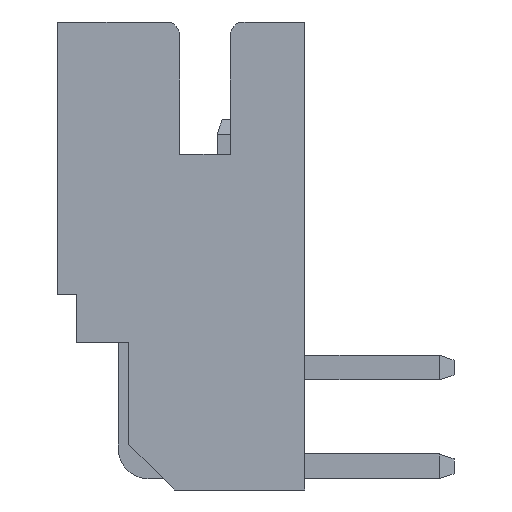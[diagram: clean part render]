
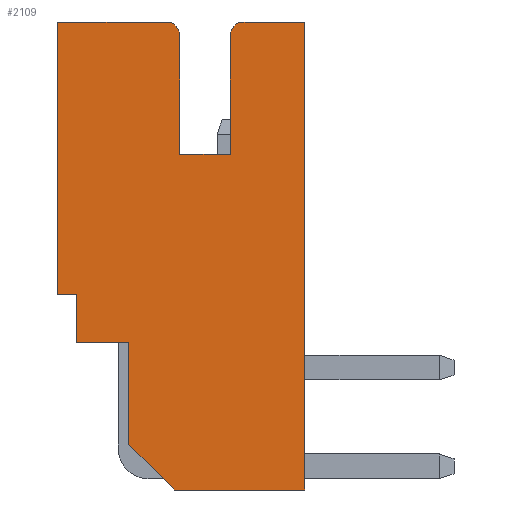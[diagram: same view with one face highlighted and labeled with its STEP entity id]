
A CAD part, left-side view. The second image highlights one B-rep face of the part: STEP entity #2109.
In plain terms, the highlighted planar face has unit normal (-1, 0, 0).
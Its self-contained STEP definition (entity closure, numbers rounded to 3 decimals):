
#41 = ORIENTED_EDGE ( 'NONE', *, *, #15895, .T. ) ;
#60 = LINE ( 'NONE', #12217, #1880 ) ;
#134 = LINE ( 'NONE', #9006, #13615 ) ;
#442 = EDGE_CURVE ( 'NONE', #1611, #17522, #14037, .T. ) ;
#462 = EDGE_CURVE ( 'NONE', #1780, #11674, #4780, .T. ) ;
#637 = AXIS2_PLACEMENT_3D ( 'NONE', #9857, #14153, #11269 ) ;
#740 = VERTEX_POINT ( 'NONE', #3064 ) ;
#774 = ORIENTED_EDGE ( 'NONE', *, *, #9942, .T. ) ;
#787 = EDGE_CURVE ( 'NONE', #9014, #740, #5817, .T. ) ;
#935 = PLANE ( 'NONE',  #14200 ) ;
#940 = ORIENTED_EDGE ( 'NONE', *, *, #462, .F. ) ;
#1044 = DIRECTION ( 'NONE',  ( 0., 1., 0. ) ) ;
#1099 = CARTESIAN_POINT ( 'NONE',  ( 4.05, 1.065, 1. ) ) ;
#1102 = DIRECTION ( 'NONE',  ( 0., -1., 0. ) ) ;
#1523 = LINE ( 'NONE', #13792, #15998 ) ;
#1611 = VERTEX_POINT ( 'NONE', #7066 ) ;
#1780 = VERTEX_POINT ( 'NONE', #16413 ) ;
#1799 = EDGE_CURVE ( 'NONE', #1611, #13498, #2553, .T. ) ;
#1808 = LINE ( 'NONE', #7708, #16833 ) ;
#1880 = VECTOR ( 'NONE', #13409, 1000. ) ;
#2109 = ADVANCED_FACE ( 'NONE', ( #14883 ), #935, .F. ) ;
#2553 = LINE ( 'NONE', #7167, #5615 ) ;
#2609 = EDGE_CURVE ( 'NONE', #8366, #740, #134, .T. ) ;
#2824 = DIRECTION ( 'NONE',  ( 1., 0., 0. ) ) ;
#3064 = CARTESIAN_POINT ( 'NONE',  ( 4.05, 2.5, 9.55 ) ) ;
#3272 = VECTOR ( 'NONE', #14292, 1000. ) ;
#3390 = DIRECTION ( 'NONE',  ( 0., 0., 1. ) ) ;
#3608 = VECTOR ( 'NONE', #1102, 1000. ) ;
#3751 = DIRECTION ( 'NONE',  ( 0., 0., 1. ) ) ;
#3875 = AXIS2_PLACEMENT_3D ( 'NONE', #6656, #12717, #11334 ) ;
#4030 = LINE ( 'NONE', #11227, #3272 ) ;
#4096 = CARTESIAN_POINT ( 'NONE',  ( 4.05, 0.227, 9.55 ) ) ;
#4369 = EDGE_CURVE ( 'NONE', #12305, #8573, #12992, .T. ) ;
#4780 = LINE ( 'NONE', #10858, #7546 ) ;
#4950 = ORIENTED_EDGE ( 'NONE', *, *, #442, .T. ) ;
#5615 = VECTOR ( 'NONE', #13229, 1000. ) ;
#5817 = LINE ( 'NONE', #14296, #16334 ) ;
#6525 = EDGE_CURVE ( 'NONE', #12305, #13498, #1808, .T. ) ;
#6533 = DIRECTION ( 'NONE',  ( 0., 0., 1. ) ) ;
#6656 = CARTESIAN_POINT ( 'NONE',  ( 4.05, 0.335, 9.27 ) ) ;
#6890 = CARTESIAN_POINT ( 'NONE',  ( 4.05, 0.035, 9.27 ) ) ;
#7066 = CARTESIAN_POINT ( 'NONE',  ( 4.05, -2.5, 9.55 ) ) ;
#7167 = CARTESIAN_POINT ( 'NONE',  ( 4.05, -2.5, 9.57 ) ) ;
#7224 = EDGE_CURVE ( 'NONE', #12522, #1780, #4030, .T. ) ;
#7546 = VECTOR ( 'NONE', #3390, 1000. ) ;
#7581 = ORIENTED_EDGE ( 'NONE', *, *, #19210, .F. ) ;
#7653 = ORIENTED_EDGE ( 'NONE', *, *, #14328, .F. ) ;
#7708 = CARTESIAN_POINT ( 'NONE',  ( 4.05, 0., 0.07 ) ) ;
#7779 = CARTESIAN_POINT ( 'NONE',  ( 4.05, 0.135, 0.07 ) ) ;
#7795 = VECTOR ( 'NONE', #11009, 1000. ) ;
#7932 = ORIENTED_EDGE ( 'NONE', *, *, #13463, .F. ) ;
#8366 = VERTEX_POINT ( 'NONE', #4096 ) ;
#8573 = VERTEX_POINT ( 'NONE', #12923 ) ;
#8995 = LINE ( 'NONE', #11769, #3608 ) ;
#9006 = CARTESIAN_POINT ( 'NONE',  ( 4.05, 0., 9.55 ) ) ;
#9014 = VERTEX_POINT ( 'NONE', #11639 ) ;
#9258 = VECTOR ( 'NONE', #17293, 1000. ) ;
#9270 = DIRECTION ( 'NONE',  ( 0., 1., 0. ) ) ;
#9857 = CARTESIAN_POINT ( 'NONE',  ( 4.05, -1.295, 9.27 ) ) ;
#9942 = EDGE_CURVE ( 'NONE', #11292, #10358, #14270, .T. ) ;
#10279 = DIRECTION ( 'NONE',  ( 0., 0., 1. ) ) ;
#10358 = VERTEX_POINT ( 'NONE', #6890 ) ;
#10858 = CARTESIAN_POINT ( 'NONE',  ( 4.05, 2.125, 3. ) ) ;
#10859 = ORIENTED_EDGE ( 'NONE', *, *, #12897, .F. ) ;
#11009 = DIRECTION ( 'NONE',  ( 0., 0., 1. ) ) ;
#11227 = CARTESIAN_POINT ( 'NONE',  ( 4.05, -0.386, 3.05 ) ) ;
#11269 = DIRECTION ( 'NONE',  ( 0., 1., 0. ) ) ;
#11292 = VERTEX_POINT ( 'NONE', #11927 ) ;
#11315 = VERTEX_POINT ( 'NONE', #16405 ) ;
#11334 = DIRECTION ( 'NONE',  ( 0., 0., 1. ) ) ;
#11639 = CARTESIAN_POINT ( 'NONE',  ( 4.05, 2.5, 4.04 ) ) ;
#11674 = VERTEX_POINT ( 'NONE', #13973 ) ;
#11769 = CARTESIAN_POINT ( 'NONE',  ( 4.05, 0.035, 6.87 ) ) ;
#11927 = CARTESIAN_POINT ( 'NONE',  ( 4.05, 0.035, 6.87 ) ) ;
#12084 = CIRCLE ( 'NONE', #637, 0.3 ) ;
#12217 = CARTESIAN_POINT ( 'NONE',  ( 4.05, 2.525, 4.04 ) ) ;
#12305 = VERTEX_POINT ( 'NONE', #7779 ) ;
#12421 = ORIENTED_EDGE ( 'NONE', *, *, #13162, .F. ) ;
#12522 = VERTEX_POINT ( 'NONE', #17400 ) ;
#12717 = DIRECTION ( 'NONE',  ( 1., 0., 0. ) ) ;
#12897 = EDGE_CURVE ( 'NONE', #15518, #11315, #1523, .T. ) ;
#12900 = ORIENTED_EDGE ( 'NONE', *, *, #2609, .T. ) ;
#12923 = CARTESIAN_POINT ( 'NONE',  ( 4.05, 1.065, 1. ) ) ;
#12992 = LINE ( 'NONE', #18885, #9258 ) ;
#13162 = EDGE_CURVE ( 'NONE', #11292, #15518, #8995, .T. ) ;
#13229 = DIRECTION ( 'NONE',  ( 0., 0., -1. ) ) ;
#13409 = DIRECTION ( 'NONE',  ( 0., -1., 0. ) ) ;
#13463 = EDGE_CURVE ( 'NONE', #11315, #17522, #12084, .T. ) ;
#13498 = VERTEX_POINT ( 'NONE', #19010 ) ;
#13615 = VECTOR ( 'NONE', #16759, 1000. ) ;
#13616 = ORIENTED_EDGE ( 'NONE', *, *, #4369, .F. ) ;
#13733 = CIRCLE ( 'NONE', #3875, 0.3 ) ;
#13735 = CARTESIAN_POINT ( 'NONE',  ( 4.05, -0.995, 6.87 ) ) ;
#13792 = CARTESIAN_POINT ( 'NONE',  ( 4.05, -0.995, 6.87 ) ) ;
#13933 = CARTESIAN_POINT ( 'NONE',  ( 4.05, 0., 9.55 ) ) ;
#13973 = CARTESIAN_POINT ( 'NONE',  ( 4.05, 2.125, 4.04 ) ) ;
#14037 = LINE ( 'NONE', #13933, #16111 ) ;
#14153 = DIRECTION ( 'NONE',  ( 1., 0., 0. ) ) ;
#14200 = AXIS2_PLACEMENT_3D ( 'NONE', #14789, #2824, #1044 ) ;
#14270 = LINE ( 'NONE', #18863, #7795 ) ;
#14292 = DIRECTION ( 'NONE',  ( 0., 1., 0. ) ) ;
#14296 = CARTESIAN_POINT ( 'NONE',  ( 4.05, 2.5, 4.04 ) ) ;
#14328 = EDGE_CURVE ( 'NONE', #8573, #12522, #15063, .T. ) ;
#14681 = EDGE_LOOP ( 'NONE', ( #940, #16115, #7653, #13616, #16842, #17939, #4950, #7932, #10859, #12421, #774, #7581, #12900, #18783, #41 ) ) ;
#14789 = CARTESIAN_POINT ( 'NONE',  ( 4.05, 0., 4.785 ) ) ;
#14883 = FACE_OUTER_BOUND ( 'NONE', #14681, .T. ) ;
#15063 = LINE ( 'NONE', #1099, #16888 ) ;
#15518 = VERTEX_POINT ( 'NONE', #13735 ) ;
#15895 = EDGE_CURVE ( 'NONE', #9014, #11674, #60, .T. ) ;
#15998 = VECTOR ( 'NONE', #6533, 1000. ) ;
#16111 = VECTOR ( 'NONE', #9270, 1000. ) ;
#16115 = ORIENTED_EDGE ( 'NONE', *, *, #7224, .F. ) ;
#16334 = VECTOR ( 'NONE', #3751, 1000. ) ;
#16405 = CARTESIAN_POINT ( 'NONE',  ( 4.05, -0.995, 9.27 ) ) ;
#16413 = CARTESIAN_POINT ( 'NONE',  ( 4.05, 2.125, 3.05 ) ) ;
#16759 = DIRECTION ( 'NONE',  ( 0., 1., 0. ) ) ;
#16833 = VECTOR ( 'NONE', #18640, 1000. ) ;
#16842 = ORIENTED_EDGE ( 'NONE', *, *, #6525, .T. ) ;
#16888 = VECTOR ( 'NONE', #10279, 1000. ) ;
#17293 = DIRECTION ( 'NONE',  ( 0., 0.707, 0.707 ) ) ;
#17400 = CARTESIAN_POINT ( 'NONE',  ( 4.05, 1.065, 3.05 ) ) ;
#17522 = VERTEX_POINT ( 'NONE', #19610 ) ;
#17939 = ORIENTED_EDGE ( 'NONE', *, *, #1799, .F. ) ;
#18640 = DIRECTION ( 'NONE',  ( 0., -1., 0. ) ) ;
#18783 = ORIENTED_EDGE ( 'NONE', *, *, #787, .F. ) ;
#18863 = CARTESIAN_POINT ( 'NONE',  ( 4.05, 0.035, 6.87 ) ) ;
#18885 = CARTESIAN_POINT ( 'NONE',  ( 4.05, 0.065, 0. ) ) ;
#19010 = CARTESIAN_POINT ( 'NONE',  ( 4.05, -2.5, 0.07 ) ) ;
#19210 = EDGE_CURVE ( 'NONE', #8366, #10358, #13733, .T. ) ;
#19610 = CARTESIAN_POINT ( 'NONE',  ( 4.05, -1.187, 9.55 ) ) ;
